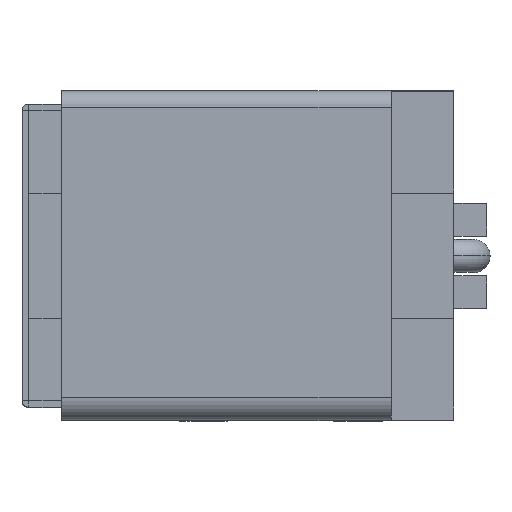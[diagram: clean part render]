
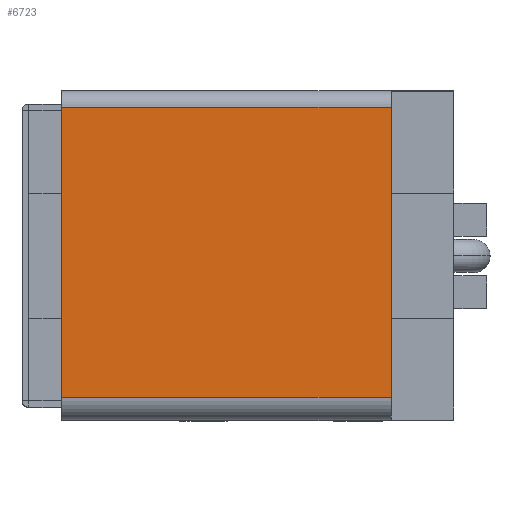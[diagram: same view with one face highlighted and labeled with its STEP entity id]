
A CAD part, top view. The second image highlights one B-rep face of the part: STEP entity #6723.
In plain terms, the highlighted planar face has unit normal (0, 0, 1).
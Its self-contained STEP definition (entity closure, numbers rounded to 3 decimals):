
#286 = VECTOR ( 'NONE', #9137, 1000. ) ;
#361 = EDGE_CURVE ( 'NONE', #14533, #8958, #12971, .T. ) ;
#688 = DIRECTION ( 'NONE',  ( 1., 0., 0. ) ) ;
#1462 = ORIENTED_EDGE ( 'NONE', *, *, #15257, .T. ) ;
#2305 = EDGE_CURVE ( 'NONE', #13738, #8958, #8530, .T. ) ;
#2983 = EDGE_LOOP ( 'NONE', ( #8622, #6828, #1462, #8071 ) ) ;
#4040 = EDGE_CURVE ( 'NONE', #15734, #13738, #6956, .T. ) ;
#4576 = DIRECTION ( 'NONE',  ( 1., 0., 0. ) ) ;
#5769 = DIRECTION ( 'NONE',  ( 0., -1., 0. ) ) ;
#5814 = CARTESIAN_POINT ( 'NONE',  ( 1.6, -4.295, 9.2 ) ) ;
#6723 = ADVANCED_FACE ( 'NONE', ( #15202 ), #11598, .T. ) ;
#6828 = ORIENTED_EDGE ( 'NONE', *, *, #4040, .F. ) ;
#6956 = LINE ( 'NONE', #10578, #15595 ) ;
#7674 = CARTESIAN_POINT ( 'NONE',  ( -8.4, 4.505, 9.2 ) ) ;
#7718 = VECTOR ( 'NONE', #5769, 1000. ) ;
#7811 = AXIS2_PLACEMENT_3D ( 'NONE', #7674, #9057, #688 ) ;
#8071 = ORIENTED_EDGE ( 'NONE', *, *, #361, .T. ) ;
#8446 = CARTESIAN_POINT ( 'NONE',  ( 1.6, 4.505, 9.2 ) ) ;
#8530 = LINE ( 'NONE', #8446, #13657 ) ;
#8568 = CARTESIAN_POINT ( 'NONE',  ( -8.4, 4.505, 9.2 ) ) ;
#8622 = ORIENTED_EDGE ( 'NONE', *, *, #2305, .F. ) ;
#8958 = VERTEX_POINT ( 'NONE', #5814 ) ;
#9057 = DIRECTION ( 'NONE',  ( 0., 0., 1. ) ) ;
#9137 = DIRECTION ( 'NONE',  ( 1., 0., 0. ) ) ;
#9307 = LINE ( 'NONE', #12850, #7718 ) ;
#9397 = CARTESIAN_POINT ( 'NONE',  ( 1.6, 4.505, 9.2 ) ) ;
#10578 = CARTESIAN_POINT ( 'NONE',  ( -8.4, 4.505, 9.2 ) ) ;
#11598 = PLANE ( 'NONE',  #7811 ) ;
#12589 = CARTESIAN_POINT ( 'NONE',  ( -8.4, -4.295, 9.2 ) ) ;
#12850 = CARTESIAN_POINT ( 'NONE',  ( -8.4, 4.505, 9.2 ) ) ;
#12971 = LINE ( 'NONE', #15206, #286 ) ;
#13657 = VECTOR ( 'NONE', #14850, 1000. ) ;
#13738 = VERTEX_POINT ( 'NONE', #9397 ) ;
#14533 = VERTEX_POINT ( 'NONE', #12589 ) ;
#14850 = DIRECTION ( 'NONE',  ( 0., -1., 0. ) ) ;
#15202 = FACE_OUTER_BOUND ( 'NONE', #2983, .T. ) ;
#15206 = CARTESIAN_POINT ( 'NONE',  ( -8.4, -4.295, 9.2 ) ) ;
#15257 = EDGE_CURVE ( 'NONE', #15734, #14533, #9307, .T. ) ;
#15595 = VECTOR ( 'NONE', #4576, 1000. ) ;
#15734 = VERTEX_POINT ( 'NONE', #8568 ) ;
